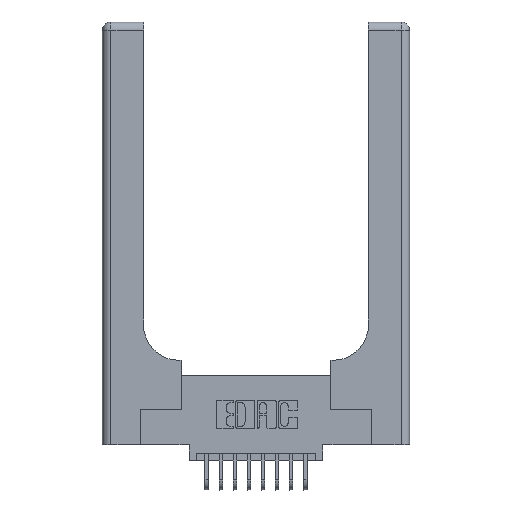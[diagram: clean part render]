
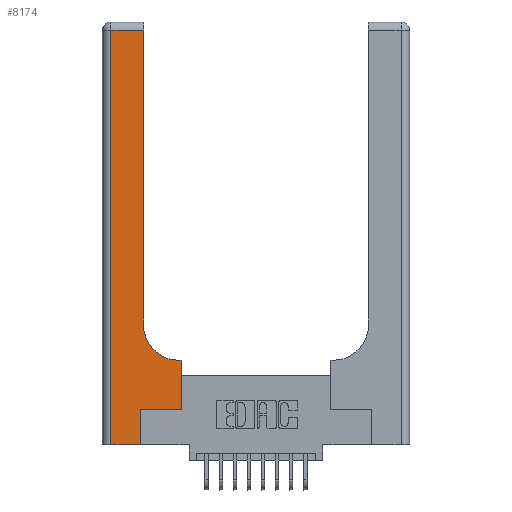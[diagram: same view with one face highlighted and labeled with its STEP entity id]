
A CAD part, top view. The second image highlights one B-rep face of the part: STEP entity #8174.
In plain terms, the highlighted planar face has unit normal (0, 0, 1).
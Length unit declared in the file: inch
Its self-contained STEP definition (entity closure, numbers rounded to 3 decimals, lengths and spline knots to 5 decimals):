
#51 = ORIENTED_EDGE ( 'NONE', *, *, #7383, .T. ) ;
#441 = ORIENTED_EDGE ( 'NONE', *, *, #14749, .T. ) ;
#550 = CARTESIAN_POINT ( 'NONE',  ( 0.5415, 0.6, 0.37 ) ) ;
#571 = VECTOR ( 'NONE', #15176, 39.37008 ) ;
#591 = DIRECTION ( 'NONE',  ( 0., 0., -1. ) ) ;
#831 = DIRECTION ( 'NONE',  ( 1., 0., 0. ) ) ;
#847 = DIRECTION ( 'NONE',  ( 0., 0., -1. ) ) ;
#893 = CARTESIAN_POINT ( 'NONE',  ( 0.5415, 0.85, 0.37 ) ) ;
#1035 = ORIENTED_EDGE ( 'NONE', *, *, #13433, .T. ) ;
#1370 = ORIENTED_EDGE ( 'NONE', *, *, #1771, .T. ) ;
#1371 = ORIENTED_EDGE ( 'NONE', *, *, #1417, .T. ) ;
#1417 = EDGE_CURVE ( 'NONE', #11445, #9420, #12748, .T. ) ;
#1607 = VECTOR ( 'NONE', #12390, 39.37008 ) ;
#1771 = EDGE_CURVE ( 'NONE', #4728, #11445, #4519, .T. ) ;
#2003 = VECTOR ( 'NONE', #10899, 39.37008 ) ;
#2149 = VERTEX_POINT ( 'NONE', #8914 ) ;
#2210 = VECTOR ( 'NONE', #14979, 39.37008 ) ;
#3271 = EDGE_CURVE ( 'NONE', #14435, #6846, #5875, .T. ) ;
#3487 = LINE ( 'NONE', #4362, #14063 ) ;
#3617 = ORIENTED_EDGE ( 'NONE', *, *, #10843, .T. ) ;
#3623 = ORIENTED_EDGE ( 'NONE', *, *, #3271, .T. ) ;
#3736 = CARTESIAN_POINT ( 'NONE',  ( 0.5585, 0.25, 0.37 ) ) ;
#4186 = CARTESIAN_POINT ( 'NONE',  ( 0.5585, 0.6, 0.37 ) ) ;
#4362 = CARTESIAN_POINT ( 'NONE',  ( 0.5585, 0.25, 0.37 ) ) ;
#4519 = CIRCLE ( 'NONE', #16306, 0.25 ) ;
#4728 = VERTEX_POINT ( 'NONE', #550 ) ;
#5128 = EDGE_CURVE ( 'NONE', #6846, #12193, #10391, .T. ) ;
#5601 = CARTESIAN_POINT ( 'NONE',  ( 0., 2.94, 0.37 ) ) ;
#5768 = LINE ( 'NONE', #16223, #2003 ) ;
#5875 = LINE ( 'NONE', #11127, #12812 ) ;
#6662 = VECTOR ( 'NONE', #13897, 39.37008 ) ;
#6846 = VERTEX_POINT ( 'NONE', #11273 ) ;
#6860 = AXIS2_PLACEMENT_3D ( 'NONE', #10329, #591, #10450 ) ;
#7353 = EDGE_LOOP ( 'NONE', ( #1371, #8039, #3617, #3623, #10959, #51, #441, #1035, #1370 ) ) ;
#7383 = EDGE_CURVE ( 'NONE', #12193, #8251, #5768, .T. ) ;
#8039 = ORIENTED_EDGE ( 'NONE', *, *, #14675, .T. ) ;
#8174 = ADVANCED_FACE ( 'NONE', ( #10756 ), #15732, .F. ) ;
#8251 = VERTEX_POINT ( 'NONE', #3736 ) ;
#8652 = VECTOR ( 'NONE', #12984, 39.37008 ) ;
#8914 = CARTESIAN_POINT ( 'NONE',  ( 0.06, 2.94, 0.37 ) ) ;
#9420 = VERTEX_POINT ( 'NONE', #11764 ) ;
#10329 = CARTESIAN_POINT ( 'NONE',  ( 0., 3., 0.37 ) ) ;
#10391 = LINE ( 'NONE', #12523, #6662 ) ;
#10450 = DIRECTION ( 'NONE',  ( -1., 0., 0. ) ) ;
#10756 = FACE_OUTER_BOUND ( 'NONE', #7353, .T. ) ;
#10843 = EDGE_CURVE ( 'NONE', #2149, #14435, #13177, .T. ) ;
#10899 = DIRECTION ( 'NONE',  ( 1., 0., 0. ) ) ;
#10936 = CARTESIAN_POINT ( 'NONE',  ( 0.269, 0.25, 0.37 ) ) ;
#10959 = ORIENTED_EDGE ( 'NONE', *, *, #5128, .T. ) ;
#11127 = CARTESIAN_POINT ( 'NONE',  ( 0., 0., 0.37 ) ) ;
#11170 = DIRECTION ( 'NONE',  ( 1., 0., 0. ) ) ;
#11273 = CARTESIAN_POINT ( 'NONE',  ( 0.269, 0., 0.37 ) ) ;
#11445 = VERTEX_POINT ( 'NONE', #16851 ) ;
#11701 = CARTESIAN_POINT ( 'NONE',  ( 0.06, 3., 0.37 ) ) ;
#11764 = CARTESIAN_POINT ( 'NONE',  ( 0.2915, 2.94, 0.37 ) ) ;
#12193 = VERTEX_POINT ( 'NONE', #10936 ) ;
#12390 = DIRECTION ( 'NONE',  ( 0., 1., 0. ) ) ;
#12523 = CARTESIAN_POINT ( 'NONE',  ( 0.269, 0., 0.37 ) ) ;
#12748 = LINE ( 'NONE', #16835, #1607 ) ;
#12812 = VECTOR ( 'NONE', #11170, 39.37008 ) ;
#12877 = LINE ( 'NONE', #13709, #2210 ) ;
#12984 = DIRECTION ( 'NONE',  ( 0., -1., 0. ) ) ;
#13177 = LINE ( 'NONE', #11701, #8652 ) ;
#13433 = EDGE_CURVE ( 'NONE', #17213, #4728, #12877, .T. ) ;
#13709 = CARTESIAN_POINT ( 'NONE',  ( 0.2915, 0.6, 0.37 ) ) ;
#13897 = DIRECTION ( 'NONE',  ( 0., 1., 0. ) ) ;
#13993 = DIRECTION ( 'NONE',  ( 0., 1., 0. ) ) ;
#14063 = VECTOR ( 'NONE', #13993, 39.37008 ) ;
#14435 = VERTEX_POINT ( 'NONE', #15635 ) ;
#14675 = EDGE_CURVE ( 'NONE', #9420, #2149, #15325, .T. ) ;
#14749 = EDGE_CURVE ( 'NONE', #8251, #17213, #3487, .T. ) ;
#14979 = DIRECTION ( 'NONE',  ( -1., 0., 0. ) ) ;
#15176 = DIRECTION ( 'NONE',  ( -1., 0., 0. ) ) ;
#15325 = LINE ( 'NONE', #5601, #571 ) ;
#15635 = CARTESIAN_POINT ( 'NONE',  ( 0.06, 0., 0.37 ) ) ;
#15732 = PLANE ( 'NONE',  #6860 ) ;
#16223 = CARTESIAN_POINT ( 'NONE',  ( 0.269, 0.25, 0.37 ) ) ;
#16306 = AXIS2_PLACEMENT_3D ( 'NONE', #893, #847, #831 ) ;
#16835 = CARTESIAN_POINT ( 'NONE',  ( 0.2915, 3., 0.37 ) ) ;
#16851 = CARTESIAN_POINT ( 'NONE',  ( 0.2915, 0.85, 0.37 ) ) ;
#17213 = VERTEX_POINT ( 'NONE', #4186 ) ;
